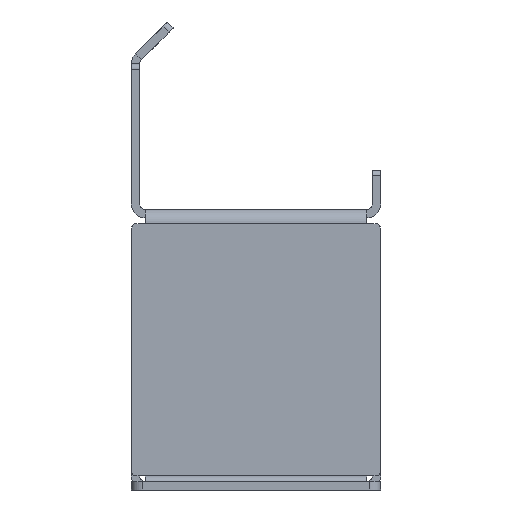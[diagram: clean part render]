
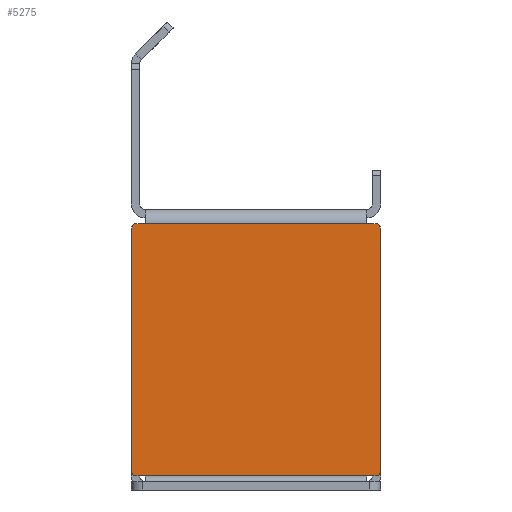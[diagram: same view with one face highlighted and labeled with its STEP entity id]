
A CAD part, left-side view. The second image highlights one B-rep face of the part: STEP entity #5275.
In plain terms, the highlighted planar face has unit normal (-1, 0, 0).
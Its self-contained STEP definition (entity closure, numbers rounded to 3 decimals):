
#4122 = VERTEX_POINT('',#4123);
#4123 = CARTESIAN_POINT('',(-174.5,-19.72,-1.));
#4130 = EDGE_CURVE('',#4122,#4131,#4133,.T.);
#4131 = VERTEX_POINT('',#4132);
#4132 = CARTESIAN_POINT('',(-174.5,19.72,-1.));
#4133 = LINE('',#4134,#4135);
#4134 = CARTESIAN_POINT('',(-174.5,-19.72,-1.));
#4135 = VECTOR('',#4136,1.);
#4136 = DIRECTION('',(0.,1.,0.));
#5275 = ADVANCED_FACE('',(#5276),#5369,.T.);
#5276 = FACE_BOUND('',#5277,.T.);
#5277 = EDGE_LOOP('',(#5278,#5286,#5295,#5303,#5312,#5320,#5328,#5336,
    #5345,#5353,#5362,#5368));
#5278 = ORIENTED_EDGE('',*,*,#5279,.F.);
#5279 = EDGE_CURVE('',#5280,#4131,#5282,.T.);
#5280 = VERTEX_POINT('',#5281);
#5281 = CARTESIAN_POINT('',(-174.5,21.22,-1.));
#5282 = LINE('',#5283,#5284);
#5283 = CARTESIAN_POINT('',(-174.5,22.22,-1.));
#5284 = VECTOR('',#5285,1.);
#5285 = DIRECTION('',(0.,-1.,0.));
#5286 = ORIENTED_EDGE('',*,*,#5287,.T.);
#5287 = EDGE_CURVE('',#5280,#5288,#5290,.T.);
#5288 = VERTEX_POINT('',#5289);
#5289 = CARTESIAN_POINT('',(-174.5,22.22,-2.));
#5290 = CIRCLE('',#5291,1.);
#5291 = AXIS2_PLACEMENT_3D('',#5292,#5293,#5294);
#5292 = CARTESIAN_POINT('',(-174.5,21.22,-2.));
#5293 = DIRECTION('',(-1.,0.,0.));
#5294 = DIRECTION('',(0.,0.,-1.));
#5295 = ORIENTED_EDGE('',*,*,#5296,.F.);
#5296 = EDGE_CURVE('',#5297,#5288,#5299,.T.);
#5297 = VERTEX_POINT('',#5298);
#5298 = CARTESIAN_POINT('',(-174.5,22.22,-45.));
#5299 = LINE('',#5300,#5301);
#5300 = CARTESIAN_POINT('',(-174.5,22.22,-46.));
#5301 = VECTOR('',#5302,1.);
#5302 = DIRECTION('',(0.,0.,1.));
#5303 = ORIENTED_EDGE('',*,*,#5304,.T.);
#5304 = EDGE_CURVE('',#5297,#5305,#5307,.T.);
#5305 = VERTEX_POINT('',#5306);
#5306 = CARTESIAN_POINT('',(-174.5,21.22,-46.));
#5307 = CIRCLE('',#5308,1.);
#5308 = AXIS2_PLACEMENT_3D('',#5309,#5310,#5311);
#5309 = CARTESIAN_POINT('',(-174.5,21.22,-45.));
#5310 = DIRECTION('',(-1.,0.,0.));
#5311 = DIRECTION('',(0.,0.,-1.));
#5312 = ORIENTED_EDGE('',*,*,#5313,.F.);
#5313 = EDGE_CURVE('',#5314,#5305,#5316,.T.);
#5314 = VERTEX_POINT('',#5315);
#5315 = CARTESIAN_POINT('',(-174.5,19.72,-46.));
#5316 = LINE('',#5317,#5318);
#5317 = CARTESIAN_POINT('',(-174.5,19.72,-46.));
#5318 = VECTOR('',#5319,1.);
#5319 = DIRECTION('',(0.,1.,0.));
#5320 = ORIENTED_EDGE('',*,*,#5321,.F.);
#5321 = EDGE_CURVE('',#5322,#5314,#5324,.T.);
#5322 = VERTEX_POINT('',#5323);
#5323 = CARTESIAN_POINT('',(-174.5,-19.72,-46.));
#5324 = LINE('',#5325,#5326);
#5325 = CARTESIAN_POINT('',(-174.5,-19.72,-46.));
#5326 = VECTOR('',#5327,1.);
#5327 = DIRECTION('',(0.,1.,0.));
#5328 = ORIENTED_EDGE('',*,*,#5329,.F.);
#5329 = EDGE_CURVE('',#5330,#5322,#5332,.T.);
#5330 = VERTEX_POINT('',#5331);
#5331 = CARTESIAN_POINT('',(-174.5,-21.22,-46.));
#5332 = LINE('',#5333,#5334);
#5333 = CARTESIAN_POINT('',(-174.5,-22.22,-46.));
#5334 = VECTOR('',#5335,1.);
#5335 = DIRECTION('',(0.,1.,0.));
#5336 = ORIENTED_EDGE('',*,*,#5337,.T.);
#5337 = EDGE_CURVE('',#5330,#5338,#5340,.T.);
#5338 = VERTEX_POINT('',#5339);
#5339 = CARTESIAN_POINT('',(-174.5,-22.22,-45.));
#5340 = CIRCLE('',#5341,1.);
#5341 = AXIS2_PLACEMENT_3D('',#5342,#5343,#5344);
#5342 = CARTESIAN_POINT('',(-174.5,-21.22,-45.));
#5343 = DIRECTION('',(-1.,0.,0.));
#5344 = DIRECTION('',(0.,0.,-1.));
#5345 = ORIENTED_EDGE('',*,*,#5346,.F.);
#5346 = EDGE_CURVE('',#5347,#5338,#5349,.T.);
#5347 = VERTEX_POINT('',#5348);
#5348 = CARTESIAN_POINT('',(-174.5,-22.22,-2.));
#5349 = LINE('',#5350,#5351);
#5350 = CARTESIAN_POINT('',(-174.5,-22.22,-1.));
#5351 = VECTOR('',#5352,1.);
#5352 = DIRECTION('',(0.,0.,-1.));
#5353 = ORIENTED_EDGE('',*,*,#5354,.F.);
#5354 = EDGE_CURVE('',#5355,#5347,#5357,.T.);
#5355 = VERTEX_POINT('',#5356);
#5356 = CARTESIAN_POINT('',(-174.5,-21.22,-1.));
#5357 = CIRCLE('',#5358,1.);
#5358 = AXIS2_PLACEMENT_3D('',#5359,#5360,#5361);
#5359 = CARTESIAN_POINT('',(-174.5,-21.22,-2.));
#5360 = DIRECTION('',(1.,-0.,0.));
#5361 = DIRECTION('',(0.,0.,-1.));
#5362 = ORIENTED_EDGE('',*,*,#5363,.F.);
#5363 = EDGE_CURVE('',#4122,#5355,#5364,.T.);
#5364 = LINE('',#5365,#5366);
#5365 = CARTESIAN_POINT('',(-174.5,-19.72,-1.));
#5366 = VECTOR('',#5367,1.);
#5367 = DIRECTION('',(0.,-1.,0.));
#5368 = ORIENTED_EDGE('',*,*,#4130,.T.);
#5369 = PLANE('',#5370);
#5370 = AXIS2_PLACEMENT_3D('',#5371,#5372,#5373);
#5371 = CARTESIAN_POINT('',(-174.5,0.,-23.5));
#5372 = DIRECTION('',(-1.,-0.,-0.));
#5373 = DIRECTION('',(0.,0.,-1.));
